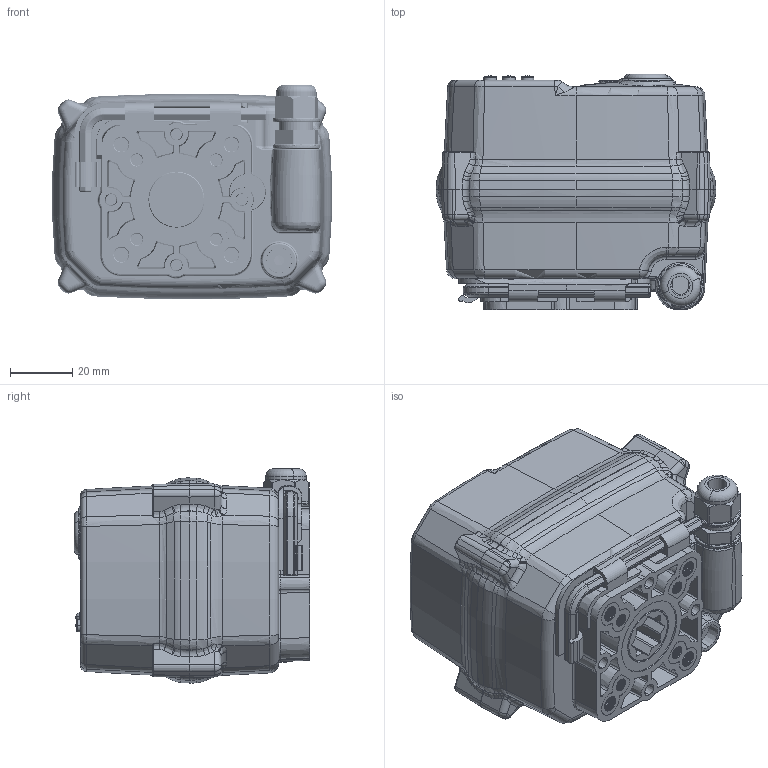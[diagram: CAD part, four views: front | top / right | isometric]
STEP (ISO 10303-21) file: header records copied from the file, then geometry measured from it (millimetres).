
FILE_DESCRIPTION (( 'STEP AP203' ), '1' );
FILE_NAME ('005装配体-有窗-仅外形.STEP', '2019-08-14T01:25:36', ( 'china' ), ( 'china' ), 'SwSTEP 2.0', 'SolidWorks 2018', '' );
FILE_SCHEMA (( 'CONFIG_CONTROL_DESIGN' ));
Length unit declared in the file: millimetre
Products named in the file (17): 005装配体-有窗-仅外形; 0253郪磁И璃; TS05-硒俴ん狟裔-ABS(2019-0506); TS05芵隴弝噩え-眻醱; TS05-硒俴ん奻裔-ABS; M10X1.5輛盄坶譫; 忒雄粣蚐猾; TS05珘儒噩え; 忒雄粣; 偌瑩; TS05内指示牌座-三通; 售忒殤-2-14; TS05三通指示标签; 忒雄售忒; LED-高光柱密封圈; TS05齿轮输出-内八方 机加工; TCR5LED絳嫖翐
Assembly tree (19 placements, depth 2):
  005装配体-有窗-仅外形
    TS05-硒俴ん狟裔-ABS(2019-0506)
    TS05-硒俴ん奻裔-ABS
    忒雄粣蚐猾
    忒雄粣
    TS05内指示牌座-三通
    TS05三通指示标签
    LED-高光柱密封圈
    TCR5LED絳嫖翐
    0253郪磁И璃  x4
    TS05芵隴弝噩え-眻醱
    M10X1.5輛盄坶譫
    TS05珘儒噩え
    偌瑩
    售忒殤-2-14
    忒雄售忒
    TS05齿轮输出-内八方 机加工
Bounding box: 89.8 x 75.6 x 68.9 mm (x, y, z)
Volume: 107071.2 mm3; surface area: 81731.2 mm2
Topology: 19 solids, 19 shells, 3010 faces, 7866 edges, 4984 vertices
Faces by surface type: cylinder 1119, plane 724, bspline 615, cone 324, torus 207, sphere 21
Entity records: 107015 total; most frequent: CARTESIAN_POINT 43249, ORIENTED_EDGE 13894, DIRECTION 12087, EDGE_CURVE 6947, AXIS2_PLACEMENT_3D 4799, VERTEX_POINT 4392, EDGE_LOOP 2833, FACE_OUTER_BOUND 2689
